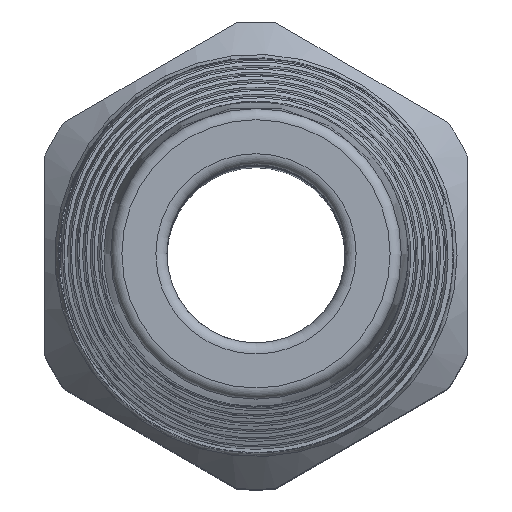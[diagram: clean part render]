
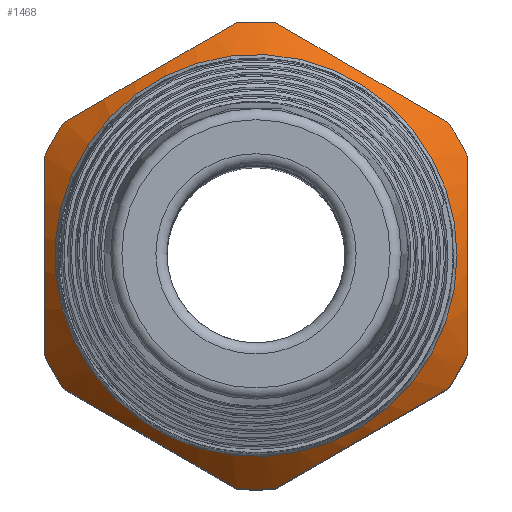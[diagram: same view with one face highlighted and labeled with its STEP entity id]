
A CAD part, top view. The second image highlights one B-rep face of the part: STEP entity #1468.
In plain terms, the highlighted conical face has half-angle 45 degrees and reference radius 10.5 mm.
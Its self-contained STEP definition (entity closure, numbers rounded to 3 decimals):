
#306=(
BOUNDED_CURVE()
B_SPLINE_CURVE(2,(#30061,#30062,#30063),.UNSPECIFIED.,.F.,.F.)
B_SPLINE_CURVE_WITH_KNOTS((3,3),(1.673,3.428),
 .UNSPECIFIED.)
CURVE()
GEOMETRIC_REPRESENTATION_ITEM()
RATIONAL_B_SPLINE_CURVE((1.645,1.818,1.645))
REPRESENTATION_ITEM('')
);
#307=(
BOUNDED_CURVE()
B_SPLINE_CURVE(2,(#30067,#30068,#30069),.UNSPECIFIED.,.F.,.F.)
B_SPLINE_CURVE_WITH_KNOTS((3,3),(1.673,3.428),
 .UNSPECIFIED.)
CURVE()
GEOMETRIC_REPRESENTATION_ITEM()
RATIONAL_B_SPLINE_CURVE((1.645,1.818,1.645))
REPRESENTATION_ITEM('')
);
#308=(
BOUNDED_CURVE()
B_SPLINE_CURVE(2,(#30073,#30074,#30075),.UNSPECIFIED.,.F.,.F.)
B_SPLINE_CURVE_WITH_KNOTS((3,3),(1.673,3.428),
 .UNSPECIFIED.)
CURVE()
GEOMETRIC_REPRESENTATION_ITEM()
RATIONAL_B_SPLINE_CURVE((1.645,1.818,1.645))
REPRESENTATION_ITEM('')
);
#309=(
BOUNDED_CURVE()
B_SPLINE_CURVE(2,(#30079,#30080,#30081),.UNSPECIFIED.,.F.,.F.)
B_SPLINE_CURVE_WITH_KNOTS((3,3),(-3.428,-1.673),
 .UNSPECIFIED.)
CURVE()
GEOMETRIC_REPRESENTATION_ITEM()
RATIONAL_B_SPLINE_CURVE((1.645,1.818,1.645))
REPRESENTATION_ITEM('')
);
#310=(
BOUNDED_CURVE()
B_SPLINE_CURVE(2,(#30085,#30086,#30087),.UNSPECIFIED.,.F.,.F.)
B_SPLINE_CURVE_WITH_KNOTS((3,3),(1.673,3.428),
 .UNSPECIFIED.)
CURVE()
GEOMETRIC_REPRESENTATION_ITEM()
RATIONAL_B_SPLINE_CURVE((1.645,1.818,1.645))
REPRESENTATION_ITEM('')
);
#311=(
BOUNDED_CURVE()
B_SPLINE_CURVE(2,(#30091,#30092,#30093),.UNSPECIFIED.,.F.,.F.)
B_SPLINE_CURVE_WITH_KNOTS((3,3),(1.673,3.428),
 .UNSPECIFIED.)
CURVE()
GEOMETRIC_REPRESENTATION_ITEM()
RATIONAL_B_SPLINE_CURVE((1.645,1.818,1.645))
REPRESENTATION_ITEM('')
);
#404=FACE_BOUND('',#524,.T.);
#430=FACE_OUTER_BOUND('',#523,.T.);
#523=EDGE_LOOP('',(#1089));
#524=EDGE_LOOP('',(#1090,#1091,#1092,#1093,#1094,#1095,#1096,#1097,#1098,
#1099,#1100,#1101));
#632=CIRCLE('',#1561,9.035);
#634=CIRCLE('',#1565,10.5);
#635=CIRCLE('',#1566,10.5);
#636=CIRCLE('',#1567,10.5);
#637=CIRCLE('',#1568,10.5);
#638=CIRCLE('',#1569,10.5);
#639=CIRCLE('',#1570,10.5);
#687=VERTEX_POINT('',#30053);
#689=VERTEX_POINT('',#30059);
#690=VERTEX_POINT('',#30060);
#691=VERTEX_POINT('',#30064);
#692=VERTEX_POINT('',#30066);
#693=VERTEX_POINT('',#30070);
#694=VERTEX_POINT('',#30072);
#695=VERTEX_POINT('',#30076);
#696=VERTEX_POINT('',#30078);
#697=VERTEX_POINT('',#30082);
#698=VERTEX_POINT('',#30084);
#699=VERTEX_POINT('',#30088);
#700=VERTEX_POINT('',#30090);
#842=EDGE_CURVE('',#687,#687,#632,.T.);
#844=EDGE_CURVE('',#689,#690,#306,.T.);
#845=EDGE_CURVE('',#691,#689,#634,.T.);
#846=EDGE_CURVE('',#692,#691,#307,.T.);
#847=EDGE_CURVE('',#693,#692,#635,.T.);
#848=EDGE_CURVE('',#694,#693,#308,.T.);
#849=EDGE_CURVE('',#695,#694,#636,.T.);
#850=EDGE_CURVE('',#696,#695,#309,.F.);
#851=EDGE_CURVE('',#697,#696,#637,.T.);
#852=EDGE_CURVE('',#698,#697,#310,.T.);
#853=EDGE_CURVE('',#699,#698,#638,.T.);
#854=EDGE_CURVE('',#700,#699,#311,.T.);
#855=EDGE_CURVE('',#690,#700,#639,.T.);
#1089=ORIENTED_EDGE('',*,*,#842,.T.);
#1090=ORIENTED_EDGE('',*,*,#844,.F.);
#1091=ORIENTED_EDGE('',*,*,#845,.F.);
#1092=ORIENTED_EDGE('',*,*,#846,.F.);
#1093=ORIENTED_EDGE('',*,*,#847,.F.);
#1094=ORIENTED_EDGE('',*,*,#848,.F.);
#1095=ORIENTED_EDGE('',*,*,#849,.F.);
#1096=ORIENTED_EDGE('',*,*,#850,.F.);
#1097=ORIENTED_EDGE('',*,*,#851,.F.);
#1098=ORIENTED_EDGE('',*,*,#852,.F.);
#1099=ORIENTED_EDGE('',*,*,#853,.F.);
#1100=ORIENTED_EDGE('',*,*,#854,.F.);
#1101=ORIENTED_EDGE('',*,*,#855,.F.);
#1451=CONICAL_SURFACE('',#1564,10.5,0.785);
#1468=ADVANCED_FACE('',(#430,#404),#1451,.T.);
#1561=AXIS2_PLACEMENT_3D('',#30054,#1708,#1709);
#1564=AXIS2_PLACEMENT_3D('',#30058,#1714,#1715);
#1565=AXIS2_PLACEMENT_3D('',#30065,#1716,#1717);
#1566=AXIS2_PLACEMENT_3D('',#30071,#1718,#1719);
#1567=AXIS2_PLACEMENT_3D('',#30077,#1720,#1721);
#1568=AXIS2_PLACEMENT_3D('',#30083,#1722,#1723);
#1569=AXIS2_PLACEMENT_3D('',#30089,#1724,#1725);
#1570=AXIS2_PLACEMENT_3D('',#30094,#1726,#1727);
#1708=DIRECTION('center_axis',(0.,0.,-1.));
#1709=DIRECTION('ref_axis',(-1.,0.,0.));
#1714=DIRECTION('center_axis',(0.,0.,-1.));
#1715=DIRECTION('ref_axis',(-1.,0.,0.));
#1716=DIRECTION('center_axis',(0.,0.,-1.));
#1717=DIRECTION('ref_axis',(-1.,0.,0.));
#1718=DIRECTION('center_axis',(0.,0.,-1.));
#1719=DIRECTION('ref_axis',(-1.,0.,0.));
#1720=DIRECTION('center_axis',(0.,0.,-1.));
#1721=DIRECTION('ref_axis',(-1.,0.,0.));
#1722=DIRECTION('center_axis',(0.,0.,-1.));
#1723=DIRECTION('ref_axis',(-1.,0.,0.));
#1724=DIRECTION('center_axis',(0.,0.,-1.));
#1725=DIRECTION('ref_axis',(-1.,0.,0.));
#1726=DIRECTION('center_axis',(0.,0.,-1.));
#1727=DIRECTION('ref_axis',(-1.,0.,0.));
#30053=CARTESIAN_POINT('',(9.035,0.,30.865));
#30054=CARTESIAN_POINT('Origin',(0.,0.,30.865));
#30058=CARTESIAN_POINT('Origin',(0.,0.,29.4));
#30059=CARTESIAN_POINT('',(-9.5,-4.472,29.4));
#30060=CARTESIAN_POINT('',(-9.5,4.472,29.4));
#30061=CARTESIAN_POINT('Ctrl Pts',(-9.5,-4.472,29.4));
#30062=CARTESIAN_POINT('Ctrl Pts',(-9.5,0.,31.305));
#30063=CARTESIAN_POINT('Ctrl Pts',(-9.5,4.472,29.4));
#30064=CARTESIAN_POINT('',(-8.623,-5.991,29.4));
#30065=CARTESIAN_POINT('Origin',(0.,0.,29.4));
#30066=CARTESIAN_POINT('',(-0.877,-10.463,29.4));
#30067=CARTESIAN_POINT('Ctrl Pts',(-0.877,-10.463,
29.4));
#30068=CARTESIAN_POINT('Ctrl Pts',(-4.75,-8.227,
31.305));
#30069=CARTESIAN_POINT('Ctrl Pts',(-8.623,-5.991,
29.4));
#30070=CARTESIAN_POINT('',(0.877,-10.463,29.4));
#30071=CARTESIAN_POINT('Origin',(0.,0.,29.4));
#30072=CARTESIAN_POINT('',(8.623,-5.991,29.4));
#30073=CARTESIAN_POINT('Ctrl Pts',(8.623,-5.991,29.4));
#30074=CARTESIAN_POINT('Ctrl Pts',(4.75,-8.227,31.305));
#30075=CARTESIAN_POINT('Ctrl Pts',(0.877,-10.463,
29.4));
#30076=CARTESIAN_POINT('',(9.5,-4.472,29.4));
#30077=CARTESIAN_POINT('Origin',(0.,0.,29.4));
#30078=CARTESIAN_POINT('',(9.5,4.472,29.4));
#30079=CARTESIAN_POINT('Ctrl Pts',(9.5,-4.472,29.4));
#30080=CARTESIAN_POINT('Ctrl Pts',(9.5,0.,31.305));
#30081=CARTESIAN_POINT('Ctrl Pts',(9.5,4.472,29.4));
#30082=CARTESIAN_POINT('',(8.623,5.991,29.4));
#30083=CARTESIAN_POINT('Origin',(0.,0.,29.4));
#30084=CARTESIAN_POINT('',(0.877,10.463,29.4));
#30085=CARTESIAN_POINT('Ctrl Pts',(0.877,10.463,29.4));
#30086=CARTESIAN_POINT('Ctrl Pts',(4.75,8.227,31.305));
#30087=CARTESIAN_POINT('Ctrl Pts',(8.623,5.991,29.4));
#30088=CARTESIAN_POINT('',(-0.877,10.463,29.4));
#30089=CARTESIAN_POINT('Origin',(0.,0.,29.4));
#30090=CARTESIAN_POINT('',(-8.623,5.991,29.4));
#30091=CARTESIAN_POINT('Ctrl Pts',(-8.623,5.991,29.4));
#30092=CARTESIAN_POINT('Ctrl Pts',(-4.75,8.227,31.305));
#30093=CARTESIAN_POINT('Ctrl Pts',(-0.877,10.463,
29.4));
#30094=CARTESIAN_POINT('Origin',(0.,0.,29.4));
